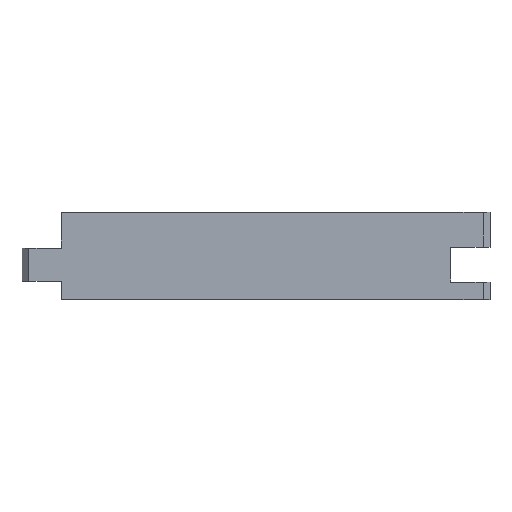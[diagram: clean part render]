
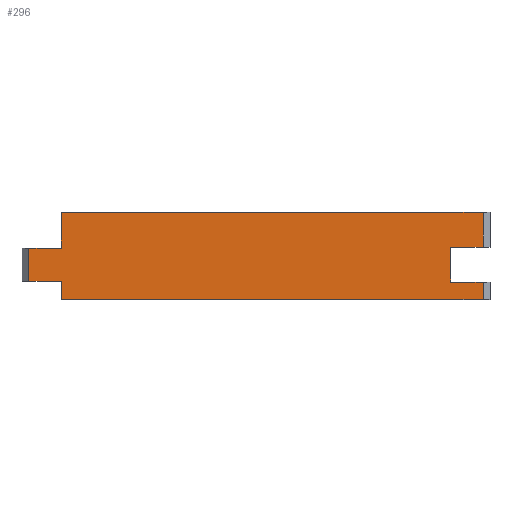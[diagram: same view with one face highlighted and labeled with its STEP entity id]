
A CAD part, top view. The second image highlights one B-rep face of the part: STEP entity #296.
In plain terms, the highlighted planar face has unit normal (0, 0, 1).
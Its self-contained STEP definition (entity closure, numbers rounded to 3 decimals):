
#2 = VERTEX_POINT ( 'NONE', #934 ) ;
#4 = VECTOR ( 'NONE', #424, 1000. ) ;
#6 = DIRECTION ( 'NONE',  ( 1., 0., 0. ) ) ;
#11 = EDGE_CURVE ( 'NONE', #830, #387, #441, .T. ) ;
#84 = VERTEX_POINT ( 'NONE', #263 ) ;
#98 = VECTOR ( 'NONE', #117, 1000. ) ;
#99 = CARTESIAN_POINT ( 'NONE',  ( 52.2, 0., 7.6 ) ) ;
#108 = EDGE_CURVE ( 'NONE', #572, #2, #122, .T. ) ;
#117 = DIRECTION ( 'NONE',  ( -1., 0., 0. ) ) ;
#122 = LINE ( 'NONE', #526, #1013 ) ;
#132 = CARTESIAN_POINT ( 'NONE',  ( -44.8, 10., 7.6 ) ) ;
#142 = PLANE ( 'NONE',  #616 ) ;
#152 = LINE ( 'NONE', #985, #461 ) ;
#158 = EDGE_CURVE ( 'NONE', #688, #894, #787, .T. ) ;
#167 = VECTOR ( 'NONE', #864, 1000. ) ;
#189 = DIRECTION ( 'NONE',  ( 0., 1., 0. ) ) ;
#201 = LINE ( 'NONE', #298, #98 ) ;
#218 = CARTESIAN_POINT ( 'NONE',  ( -44.8, 10., 7.6 ) ) ;
#220 = CARTESIAN_POINT ( 'NONE',  ( -52.2, 0., 7.6 ) ) ;
#223 = ORIENTED_EDGE ( 'NONE', *, *, #549, .T. ) ;
#237 = CARTESIAN_POINT ( 'NONE',  ( 52.2, 10., 7.6 ) ) ;
#259 = LINE ( 'NONE', #583, #4 ) ;
#263 = CARTESIAN_POINT ( 'NONE',  ( -52.2, 1.8, 7.6 ) ) ;
#294 = CARTESIAN_POINT ( 'NONE',  ( -44.8, -10., 7.6 ) ) ;
#295 = EDGE_LOOP ( 'NONE', ( #1024, #494, #320, #318, #1080, #223, #846, #483, #359, #567, #623, #741 ) ) ;
#296 = ADVANCED_FACE ( 'NONE', ( #728 ), #142, .F. ) ;
#298 = CARTESIAN_POINT ( 'NONE',  ( 64.834, 2., 7.6 ) ) ;
#301 = DIRECTION ( 'NONE',  ( 0., -1., 0. ) ) ;
#318 = ORIENTED_EDGE ( 'NONE', *, *, #887, .T. ) ;
#320 = ORIENTED_EDGE ( 'NONE', *, *, #11, .T. ) ;
#330 = EDGE_CURVE ( 'NONE', #84, #2, #152, .T. ) ;
#337 = LINE ( 'NONE', #523, #695 ) ;
#359 = ORIENTED_EDGE ( 'NONE', *, *, #797, .F. ) ;
#374 = CARTESIAN_POINT ( 'NONE',  ( 52.2, 0., 7.6 ) ) ;
#387 = VERTEX_POINT ( 'NONE', #598 ) ;
#391 = LINE ( 'NONE', #220, #805 ) ;
#424 = DIRECTION ( 'NONE',  ( -1., 0., 0. ) ) ;
#431 = DIRECTION ( 'NONE',  ( 0., -1., 0. ) ) ;
#435 = CARTESIAN_POINT ( 'NONE',  ( -44.8, -10., 7.6 ) ) ;
#441 = LINE ( 'NONE', #854, #511 ) ;
#461 = VECTOR ( 'NONE', #486, 1000. ) ;
#467 = DIRECTION ( 'NONE',  ( -1., 0., 0. ) ) ;
#483 = ORIENTED_EDGE ( 'NONE', *, *, #158, .T. ) ;
#486 = DIRECTION ( 'NONE',  ( 1., 0., 0. ) ) ;
#494 = ORIENTED_EDGE ( 'NONE', *, *, #861, .T. ) ;
#499 = VECTOR ( 'NONE', #898, 1000. ) ;
#511 = VECTOR ( 'NONE', #6, 1000. ) ;
#523 = CARTESIAN_POINT ( 'NONE',  ( -44.8, -10., 7.6 ) ) ;
#526 = CARTESIAN_POINT ( 'NONE',  ( -44.8, -10., 7.6 ) ) ;
#549 = EDGE_CURVE ( 'NONE', #899, #752, #801, .T. ) ;
#551 = EDGE_CURVE ( 'NONE', #643, #572, #890, .T. ) ;
#558 = EDGE_CURVE ( 'NONE', #751, #899, #1064, .T. ) ;
#563 = DIRECTION ( 'NONE',  ( -1., 0., 0. ) ) ;
#567 = ORIENTED_EDGE ( 'NONE', *, *, #881, .T. ) ;
#572 = VERTEX_POINT ( 'NONE', #218 ) ;
#583 = CARTESIAN_POINT ( 'NONE',  ( 53.8, -6., 7.6 ) ) ;
#598 = CARTESIAN_POINT ( 'NONE',  ( -44.8, -5.8, 7.6 ) ) ;
#600 = CARTESIAN_POINT ( 'NONE',  ( -52.2, -5.8, 7.6 ) ) ;
#608 = CARTESIAN_POINT ( 'NONE',  ( 44.8, -6., 7.6 ) ) ;
#616 = AXIS2_PLACEMENT_3D ( 'NONE', #659, #640, #563 ) ;
#623 = ORIENTED_EDGE ( 'NONE', *, *, #551, .T. ) ;
#640 = DIRECTION ( 'NONE',  ( 0., 0., -1. ) ) ;
#643 = VERTEX_POINT ( 'NONE', #237 ) ;
#659 = CARTESIAN_POINT ( 'NONE',  ( 0., 0., 7.6 ) ) ;
#688 = VERTEX_POINT ( 'NONE', #608 ) ;
#691 = CARTESIAN_POINT ( 'NONE',  ( 52.2, -6., 7.6 ) ) ;
#695 = VECTOR ( 'NONE', #431, 1000. ) ;
#709 = VECTOR ( 'NONE', #189, 1000. ) ;
#713 = DIRECTION ( 'NONE',  ( 0., -1., 0. ) ) ;
#717 = DIRECTION ( 'NONE',  ( 0., 1., 0. ) ) ;
#728 = FACE_OUTER_BOUND ( 'NONE', #295, .T. ) ;
#741 = ORIENTED_EDGE ( 'NONE', *, *, #108, .T. ) ;
#751 = VERTEX_POINT ( 'NONE', #435 ) ;
#752 = VERTEX_POINT ( 'NONE', #691 ) ;
#777 = CARTESIAN_POINT ( 'NONE',  ( 44.8, 2., 7.6 ) ) ;
#785 = CARTESIAN_POINT ( 'NONE',  ( 52.2, -10., 7.6 ) ) ;
#787 = LINE ( 'NONE', #803, #709 ) ;
#790 = VERTEX_POINT ( 'NONE', #1061 ) ;
#797 = EDGE_CURVE ( 'NONE', #790, #894, #201, .T. ) ;
#801 = LINE ( 'NONE', #374, #932 ) ;
#803 = CARTESIAN_POINT ( 'NONE',  ( 44.8, -10., 7.6 ) ) ;
#805 = VECTOR ( 'NONE', #301, 1000. ) ;
#823 = VECTOR ( 'NONE', #467, 1000. ) ;
#830 = VERTEX_POINT ( 'NONE', #600 ) ;
#846 = ORIENTED_EDGE ( 'NONE', *, *, #952, .T. ) ;
#849 = LINE ( 'NONE', #99, #167 ) ;
#854 = CARTESIAN_POINT ( 'NONE',  ( -53.8, -5.8, 7.6 ) ) ;
#861 = EDGE_CURVE ( 'NONE', #84, #830, #391, .T. ) ;
#864 = DIRECTION ( 'NONE',  ( 0., 1., 0. ) ) ;
#881 = EDGE_CURVE ( 'NONE', #790, #643, #849, .T. ) ;
#887 = EDGE_CURVE ( 'NONE', #387, #751, #337, .T. ) ;
#890 = LINE ( 'NONE', #132, #823 ) ;
#894 = VERTEX_POINT ( 'NONE', #777 ) ;
#898 = DIRECTION ( 'NONE',  ( 1., 0., 0. ) ) ;
#899 = VERTEX_POINT ( 'NONE', #785 ) ;
#932 = VECTOR ( 'NONE', #717, 1000. ) ;
#934 = CARTESIAN_POINT ( 'NONE',  ( -44.8, 1.8, 7.6 ) ) ;
#952 = EDGE_CURVE ( 'NONE', #752, #688, #259, .T. ) ;
#985 = CARTESIAN_POINT ( 'NONE',  ( -53.8, 1.8, 7.6 ) ) ;
#1013 = VECTOR ( 'NONE', #713, 1000. ) ;
#1024 = ORIENTED_EDGE ( 'NONE', *, *, #330, .F. ) ;
#1061 = CARTESIAN_POINT ( 'NONE',  ( 52.2, 2., 7.6 ) ) ;
#1064 = LINE ( 'NONE', #294, #499 ) ;
#1080 = ORIENTED_EDGE ( 'NONE', *, *, #558, .T. ) ;
